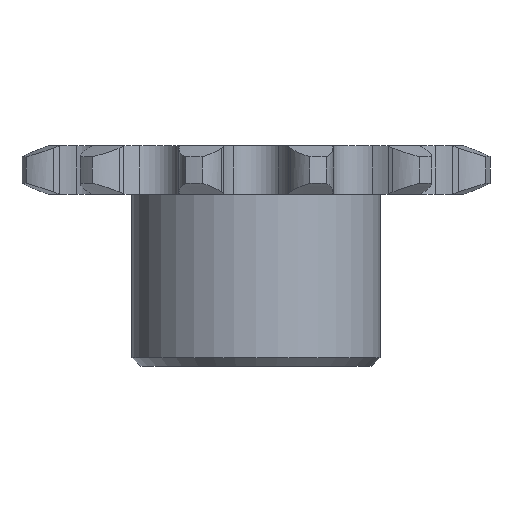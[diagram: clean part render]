
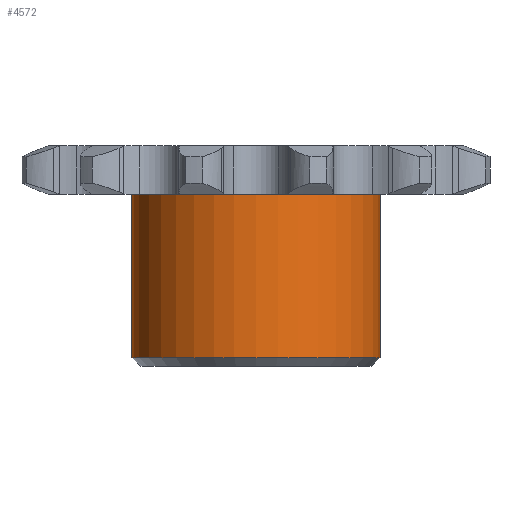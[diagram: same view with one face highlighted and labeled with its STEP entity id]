
A CAD part, front view. The second image highlights one B-rep face of the part: STEP entity #4572.
In plain terms, the highlighted cylindrical face has radius 7.144 mm (diameter 14.288 mm), a partial arc.
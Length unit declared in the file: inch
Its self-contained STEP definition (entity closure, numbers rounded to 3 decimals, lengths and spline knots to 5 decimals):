
#146 = VECTOR ( 'NONE', #683, 39.37008 ) ;
#166 = AXIS2_PLACEMENT_3D ( 'NONE', #4882, #4060, #662 ) ;
#483 = ORIENTED_EDGE ( 'NONE', *, *, #1869, .T. ) ;
#662 = DIRECTION ( 'NONE',  ( -1., 0., 0. ) ) ;
#683 = DIRECTION ( 'NONE',  ( 0., 0., -1. ) ) ;
#1037 = CARTESIAN_POINT ( 'NONE',  ( 0., -0.48296, 0.12412 ) ) ;
#1089 = EDGE_LOOP ( 'NONE', ( #1098, #2718, #1857, #483 ) ) ;
#1098 = ORIENTED_EDGE ( 'NONE', *, *, #3795, .F. ) ;
#1128 = VERTEX_POINT ( 'NONE', #3769 ) ;
#1187 = LINE ( 'NONE', #2848, #4239 ) ;
#1567 = CARTESIAN_POINT ( 'NONE',  ( 0.28125, -0.48296, -0.23438 ) ) ;
#1596 = CARTESIAN_POINT ( 'NONE',  ( 0., -0.48296, -0.24594 ) ) ;
#1857 = ORIENTED_EDGE ( 'NONE', *, *, #5095, .T. ) ;
#1869 = EDGE_CURVE ( 'NONE', #4663, #2315, #2513, .T. ) ;
#2035 = CARTESIAN_POINT ( 'NONE',  ( -0.28125, -0.48296, -0.24594 ) ) ;
#2157 = AXIS2_PLACEMENT_3D ( 'NONE', #1037, #3589, #5201 ) ;
#2315 = VERTEX_POINT ( 'NONE', #4894 ) ;
#2391 = CYLINDRICAL_SURFACE ( 'NONE', #166, 0.28125 ) ;
#2513 = CIRCLE ( 'NONE', #3925, 0.28125 ) ;
#2520 = CARTESIAN_POINT ( 'NONE',  ( -0.28125, -0.48296, 0.12412 ) ) ;
#2718 = ORIENTED_EDGE ( 'NONE', *, *, #2817, .T. ) ;
#2745 = LINE ( 'NONE', #1567, #146 ) ;
#2817 = EDGE_CURVE ( 'NONE', #1128, #3886, #2933, .T. ) ;
#2848 = CARTESIAN_POINT ( 'NONE',  ( -0.28125, -0.48296, -0.23438 ) ) ;
#2933 = CIRCLE ( 'NONE', #2157, 0.28125 ) ;
#3589 = DIRECTION ( 'NONE',  ( 0., 0., -1. ) ) ;
#3652 = DIRECTION ( 'NONE',  ( 1., 0., 0. ) ) ;
#3769 = CARTESIAN_POINT ( 'NONE',  ( 0.28125, -0.48296, 0.12412 ) ) ;
#3781 = DIRECTION ( 'NONE',  ( 0., 0., -1. ) ) ;
#3795 = EDGE_CURVE ( 'NONE', #1128, #2315, #2745, .T. ) ;
#3886 = VERTEX_POINT ( 'NONE', #2520 ) ;
#3925 = AXIS2_PLACEMENT_3D ( 'NONE', #1596, #4880, #3652 ) ;
#4060 = DIRECTION ( 'NONE',  ( 0., 0., -1. ) ) ;
#4239 = VECTOR ( 'NONE', #3781, 39.37008 ) ;
#4572 = ADVANCED_FACE ( 'NONE', ( #4828 ), #2391, .T. ) ;
#4663 = VERTEX_POINT ( 'NONE', #2035 ) ;
#4828 = FACE_OUTER_BOUND ( 'NONE', #1089, .T. ) ;
#4880 = DIRECTION ( 'NONE',  ( 0., 0., 1. ) ) ;
#4882 = CARTESIAN_POINT ( 'NONE',  ( 0., -0.48296, -0.23438 ) ) ;
#4894 = CARTESIAN_POINT ( 'NONE',  ( 0.28125, -0.48296, -0.24594 ) ) ;
#5095 = EDGE_CURVE ( 'NONE', #3886, #4663, #1187, .T. ) ;
#5201 = DIRECTION ( 'NONE',  ( -1., 0., 0. ) ) ;
